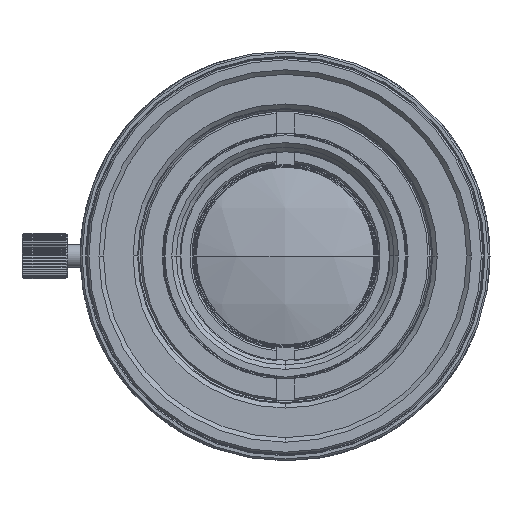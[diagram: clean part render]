
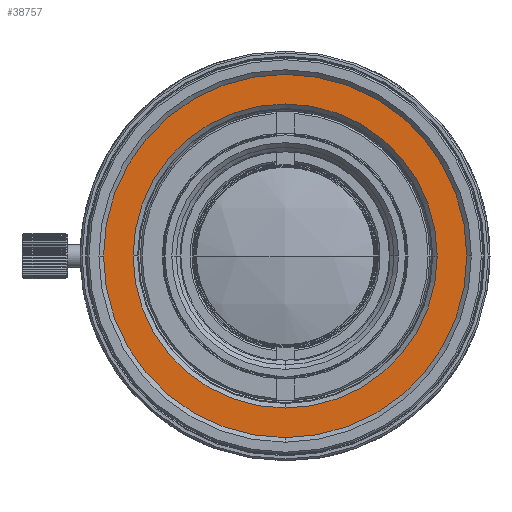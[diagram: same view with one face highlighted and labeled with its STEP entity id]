
A CAD part, left-side view. The second image highlights one B-rep face of the part: STEP entity #38757.
In plain terms, the highlighted planar face has unit normal (-1, 0, 0).
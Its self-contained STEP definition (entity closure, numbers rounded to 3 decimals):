
#6097 = EDGE_CURVE ( 'NONE', #52282, #110261, #84158, .T. ) ;
#9842 = AXIS2_PLACEMENT_3D ( 'NONE', #81830, #10303, #19169 ) ;
#10303 = DIRECTION ( 'NONE',  ( -1., 0., 0. ) ) ;
#11213 = EDGE_CURVE ( 'NONE', #59594, #26667, #50638, .T. ) ;
#15891 = DIRECTION ( 'NONE',  ( 0., 1., 0. ) ) ;
#19169 = DIRECTION ( 'NONE',  ( 0., 0., 1. ) ) ;
#20289 = DIRECTION ( 'NONE',  ( 0., 1., 0. ) ) ;
#21456 = CARTESIAN_POINT ( 'NONE',  ( -25.01, 0., 0. ) ) ;
#26563 = CARTESIAN_POINT ( 'NONE',  ( -25.01, 16.7, 0. ) ) ;
#26667 = VERTEX_POINT ( 'NONE', #76675 ) ;
#27835 = CARTESIAN_POINT ( 'NONE',  ( -25.01, -16.7, 0. ) ) ;
#28542 = DIRECTION ( 'NONE',  ( 0., -1., 0. ) ) ;
#28835 = CARTESIAN_POINT ( 'NONE',  ( -25.01, 20.45, 0. ) ) ;
#30512 = AXIS2_PLACEMENT_3D ( 'NONE', #21456, #39767, #20289 ) ;
#33450 = DIRECTION ( 'NONE',  ( 1., 0., 0. ) ) ;
#34404 = ORIENTED_EDGE ( 'NONE', *, *, #11213, .F. ) ;
#37577 = AXIS2_PLACEMENT_3D ( 'NONE', #99498, #98923, #28542 ) ;
#38643 = ORIENTED_EDGE ( 'NONE', *, *, #6097, .F. ) ;
#38757 = ADVANCED_FACE ( 'NONE', ( #51188, #69518 ), #97898, .F. ) ;
#39767 = DIRECTION ( 'NONE',  ( -1., 0., 0. ) ) ;
#41186 = AXIS2_PLACEMENT_3D ( 'NONE', #65504, #93291, #47175 ) ;
#43669 = CIRCLE ( 'NONE', #30512, 16.7 ) ;
#47175 = DIRECTION ( 'NONE',  ( 0., 1., 0. ) ) ;
#50638 = CIRCLE ( 'NONE', #41186, 16.7 ) ;
#50738 = CARTESIAN_POINT ( 'NONE',  ( -25.01, 0., 0. ) ) ;
#51188 = FACE_OUTER_BOUND ( 'NONE', #74641, .T. ) ;
#52282 = VERTEX_POINT ( 'NONE', #28835 ) ;
#52817 = CARTESIAN_POINT ( 'NONE',  ( -25.01, -20.45, 0. ) ) ;
#55974 = EDGE_CURVE ( 'NONE', #110261, #52282, #116795, .T. ) ;
#59594 = VERTEX_POINT ( 'NONE', #26563 ) ;
#65504 = CARTESIAN_POINT ( 'NONE',  ( -25.01, 0., 0. ) ) ;
#68511 = DIRECTION ( 'NONE',  ( 1., 0., 0. ) ) ;
#69518 = FACE_BOUND ( 'NONE', #76466, .T. ) ;
#74641 = EDGE_LOOP ( 'NONE', ( #38643, #113482 ) ) ;
#75657 = EDGE_CURVE ( 'NONE', #26667, #94215, #43669, .T. ) ;
#76466 = EDGE_LOOP ( 'NONE', ( #112957, #102457, #34404 ) ) ;
#76675 = CARTESIAN_POINT ( 'NONE',  ( -25.01, 0., -16.7 ) ) ;
#78403 = AXIS2_PLACEMENT_3D ( 'NONE', #50738, #68511, #15891 ) ;
#81830 = CARTESIAN_POINT ( 'NONE',  ( -25.01, 0., 0. ) ) ;
#84158 = CIRCLE ( 'NONE', #78403, 20.45 ) ;
#93291 = DIRECTION ( 'NONE',  ( -1., 0., 0. ) ) ;
#94215 = VERTEX_POINT ( 'NONE', #27835 ) ;
#97898 = PLANE ( 'NONE',  #111873 ) ;
#98540 = CIRCLE ( 'NONE', #9842, 16.7 ) ;
#98923 = DIRECTION ( 'NONE',  ( 1., 0., 0. ) ) ;
#99069 = DIRECTION ( 'NONE',  ( 0., 1., 0. ) ) ;
#99498 = CARTESIAN_POINT ( 'NONE',  ( -25.01, 0., 0. ) ) ;
#102457 = ORIENTED_EDGE ( 'NONE', *, *, #75657, .F. ) ;
#106974 = EDGE_CURVE ( 'NONE', #94215, #59594, #98540, .T. ) ;
#110261 = VERTEX_POINT ( 'NONE', #52817 ) ;
#111873 = AXIS2_PLACEMENT_3D ( 'NONE', #114433, #33450, #99069 ) ;
#112957 = ORIENTED_EDGE ( 'NONE', *, *, #106974, .F. ) ;
#113482 = ORIENTED_EDGE ( 'NONE', *, *, #55974, .F. ) ;
#114433 = CARTESIAN_POINT ( 'NONE',  ( -25.01, 0., 0. ) ) ;
#116795 = CIRCLE ( 'NONE', #37577, 20.45 ) ;
